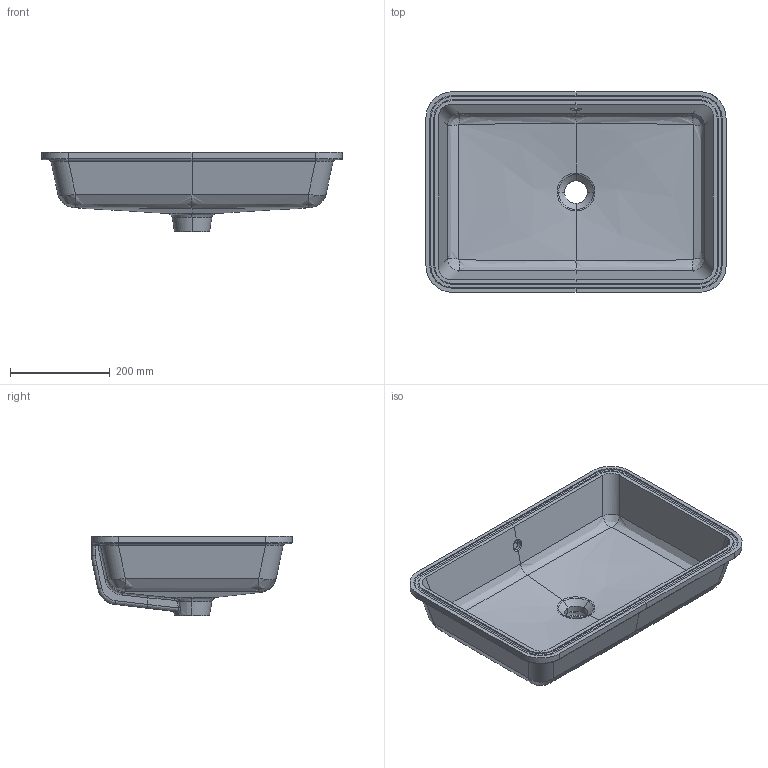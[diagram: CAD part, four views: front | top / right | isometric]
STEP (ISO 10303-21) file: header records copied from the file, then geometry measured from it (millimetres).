
FILE_DESCRIPTION(/* description */ (''),/* implementation_level */ '2;1');
FILE_NAME(/* name */ 'STEP - A3270YF00R_1805767',/* time_stamp */ '2025-03-20T09:56:27+11:00',/* author */ (''),/* organization */ (''),/* preprocessor_version */ 'ST-DEVELOPER v16.5',/* originating_system */ 'Rhino 7.37',/* authorisation */ '');
FILE_SCHEMA (('AUTOMOTIVE_DESIGN'));
Length unit declared in the file: millimetre
Products named in the file (1): Document
Bounding box: 602 x 402.07 x 158.53 mm (x, y, z)
Volume: 4305173.1 mm3; surface area: 813405.7 mm2
Topology: 1 solids, 1 shells, 222 faces, 536 edges, 311 vertices
Faces by surface type: bspline 122, cylinder 53, plane 47
Full cylindrical faces by diameter (mm): 20 x1
Entity records: 22735 total; most frequent: CARTESIAN_POINT 19057, ORIENTED_EDGE 1068, EDGE_CURVE 534, B_SPLINE_CURVE_WITH_KNOTS 441, VERTEX_POINT 311, EDGE_LOOP 223, ADVANCED_FACE 222, FACE_OUTER_BOUND 222
